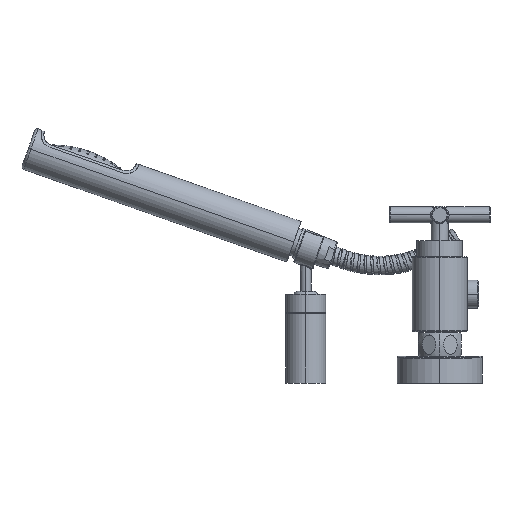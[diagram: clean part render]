
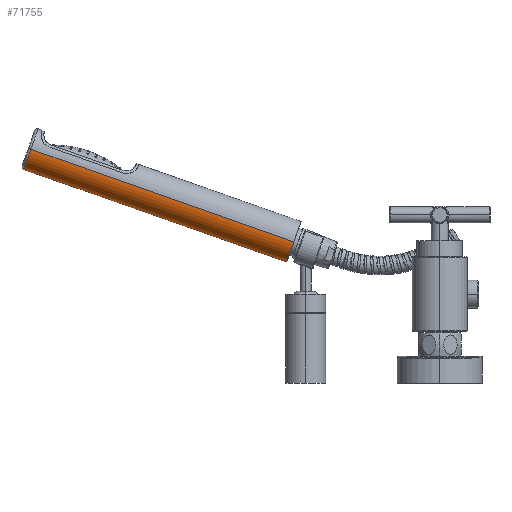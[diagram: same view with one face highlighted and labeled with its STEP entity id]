
A CAD part, left-side view. The second image highlights one B-rep face of the part: STEP entity #71755.
In plain terms, the highlighted cylindrical face has radius 16 mm (diameter 32 mm), a partial arc.
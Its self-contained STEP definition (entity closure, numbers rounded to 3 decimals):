
#66377=CARTESIAN_POINT('',(175.,108.791,39.082));
#66378=DIRECTION('',(0.,0.943,0.332));
#66379=DIRECTION('',(1.,0.,0.));
#66380=AXIS2_PLACEMENT_3D('',#66377,#66378,#66379);
#66397=CARTESIAN_POINT('',(175.,304.998,108.123));
#66398=DIRECTION('',(0.,0.943,0.332));
#66399=DIRECTION('',(1.,0.,0.));
#66400=AXIS2_PLACEMENT_3D('',#66397,#66398,#66399);
#66402=DIRECTION('',(0.,0.943,0.332));
#66403=VECTOR('',#66402,208.);
#66404=CARTESIAN_POINT('',(191.,108.791,39.082));
#66405=LINE('',#66404,#66403);
#66431=DIRECTION('',(0.,0.943,0.332));
#66432=VECTOR('',#66431,208.);
#66433=CARTESIAN_POINT('',(159.,108.791,39.082));
#66434=LINE('',#66433,#66432);
#71053=CARTESIAN_POINT('',(191.,108.791,39.082));
#71054=CARTESIAN_POINT('',(159.,108.791,39.082));
#71055=VERTEX_POINT('',#71053);
#71056=VERTEX_POINT('',#71054);
#71069=CARTESIAN_POINT('',(159.,304.998,108.123));
#71070=CARTESIAN_POINT('',(191.,304.998,108.123));
#71071=VERTEX_POINT('',#71069);
#71072=VERTEX_POINT('',#71070);
#71741=CARTESIAN_POINT('',(175.,108.791,39.082));
#71742=DIRECTION('',(0.,0.943,0.332));
#71743=DIRECTION('',(1.,0.,0.));
#71744=AXIS2_PLACEMENT_3D('',#71741,#71742,#71743);
#71745=CYLINDRICAL_SURFACE('',#71744,16.);
#71747=ORIENTED_EDGE('',*,*,#71746,.T.);
#71749=ORIENTED_EDGE('',*,*,#71748,.F.);
#71750=ORIENTED_EDGE('',*,*,#71722,.F.);
#71752=ORIENTED_EDGE('',*,*,#71751,.T.);
#71753=EDGE_LOOP('',(#71747,#71749,#71750,#71752));
#71754=FACE_OUTER_BOUND('',#71753,.F.);
#71755=ADVANCED_FACE('',(#71754),#71745,.T.);
#66381=CIRCLE('',#66380,16.);
#66401=CIRCLE('',#66400,16.);
#71722=EDGE_CURVE('',#71055,#71056,#66381,.T.);
#71746=EDGE_CURVE('',#71072,#71071,#66401,.T.);
#71748=EDGE_CURVE('',#71056,#71071,#66434,.T.);
#71751=EDGE_CURVE('',#71055,#71072,#66405,.T.);
